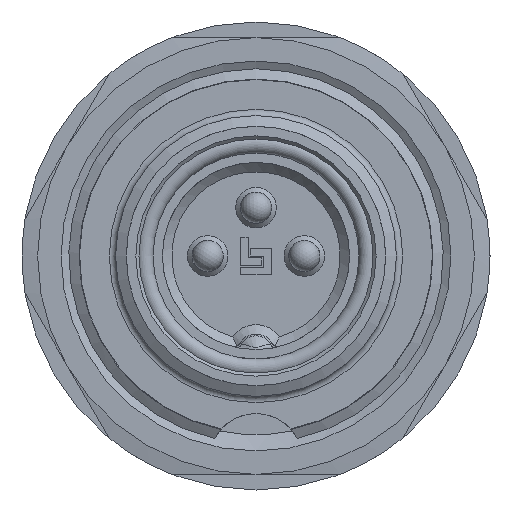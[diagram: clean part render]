
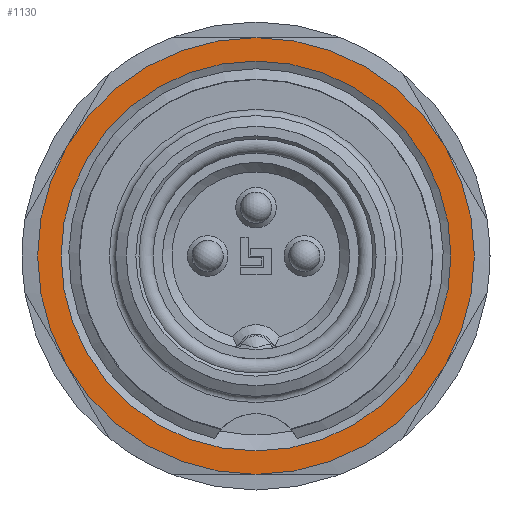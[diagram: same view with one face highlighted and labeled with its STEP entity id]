
A CAD part, left-side view. The second image highlights one B-rep face of the part: STEP entity #1130.
In plain terms, the highlighted planar face has unit normal (-1, 0, 0).
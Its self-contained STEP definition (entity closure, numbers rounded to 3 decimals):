
#444=PLANE('',#3912);
#1130=ADVANCED_FACE('',(#1318,#1319),#444,.T.);
#1318=FACE_BOUND('',#1576,.T.);
#1319=FACE_BOUND('',#1577,.T.);
#1576=EDGE_LOOP('',(#2480));
#1577=EDGE_LOOP('',(#2481,#2482,#2483,#2484,#2485,#2486));
#2480=ORIENTED_EDGE('',*,*,#3331,.T.);
#2481=ORIENTED_EDGE('',*,*,#3381,.T.);
#2482=ORIENTED_EDGE('',*,*,#3382,.T.);
#2483=ORIENTED_EDGE('',*,*,#3383,.T.);
#2484=ORIENTED_EDGE('',*,*,#3384,.T.);
#2485=ORIENTED_EDGE('',*,*,#3385,.T.);
#2486=ORIENTED_EDGE('',*,*,#3386,.T.);
#2875=VERTEX_POINT('',#6361);
#2902=VERTEX_POINT('',#6433);
#2904=VERTEX_POINT('',#6452);
#2906=VERTEX_POINT('',#6471);
#2908=VERTEX_POINT('',#6490);
#2910=VERTEX_POINT('',#6509);
#2912=VERTEX_POINT('',#6528);
#3331=EDGE_CURVE('',#2875,#2875,#3545,.T.);
#3381=EDGE_CURVE('',#2902,#2904,#3559,.T.);
#3382=EDGE_CURVE('',#2904,#2906,#3560,.T.);
#3383=EDGE_CURVE('',#2906,#2908,#3561,.T.);
#3384=EDGE_CURVE('',#2908,#2910,#3562,.T.);
#3385=EDGE_CURVE('',#2910,#2912,#3563,.T.);
#3386=EDGE_CURVE('',#2912,#2902,#3564,.T.);
#3545=CIRCLE('',#3878,6.249);
#3559=CIRCLE('',#3906,7.);
#3560=CIRCLE('',#3907,7.);
#3561=CIRCLE('',#3908,7.);
#3562=CIRCLE('',#3909,7.);
#3563=CIRCLE('',#3910,7.);
#3564=CIRCLE('',#3911,7.);
#3878=AXIS2_PLACEMENT_3D('',#6360,#4780,#4781);
#3906=AXIS2_PLACEMENT_3D('',#6534,#4848,#4849);
#3907=AXIS2_PLACEMENT_3D('',#6535,#4850,#4851);
#3908=AXIS2_PLACEMENT_3D('',#6536,#4852,#4853);
#3909=AXIS2_PLACEMENT_3D('',#6537,#4854,#4855);
#3910=AXIS2_PLACEMENT_3D('',#6538,#4856,#4857);
#3911=AXIS2_PLACEMENT_3D('',#6539,#4858,#4859);
#3912=AXIS2_PLACEMENT_3D('',#6540,#4860,#4861);
#4780=DIRECTION('',(1.,0.,0.));
#4781=DIRECTION('',(0.,0.,1.));
#4848=DIRECTION('',(-1.,0.,0.));
#4849=DIRECTION('',(0.,0.,1.));
#4850=DIRECTION('',(-1.,0.,0.));
#4851=DIRECTION('',(0.,0.,1.));
#4852=DIRECTION('',(-1.,0.,0.));
#4853=DIRECTION('',(0.,0.,1.));
#4854=DIRECTION('',(-1.,0.,0.));
#4855=DIRECTION('',(0.,0.,1.));
#4856=DIRECTION('',(-1.,0.,0.));
#4857=DIRECTION('',(0.,0.,1.));
#4858=DIRECTION('',(-1.,0.,0.));
#4859=DIRECTION('',(0.,0.,1.));
#4860=DIRECTION('',(-1.,0.,0.));
#4861=DIRECTION('',(0.,0.,1.));
#6360=CARTESIAN_POINT('',(9.5,0.,0.));
#6361=CARTESIAN_POINT('',(9.5,0.,6.249));
#6433=CARTESIAN_POINT('',(9.5,6.062,3.5));
#6452=CARTESIAN_POINT('',(9.5,6.062,-3.5));
#6471=CARTESIAN_POINT('',(9.5,0.,-7.));
#6490=CARTESIAN_POINT('',(9.5,-6.062,-3.5));
#6509=CARTESIAN_POINT('',(9.5,-6.062,3.5));
#6528=CARTESIAN_POINT('',(9.5,0.,7.));
#6534=CARTESIAN_POINT('',(9.5,0.,0.));
#6535=CARTESIAN_POINT('',(9.5,0.,0.));
#6536=CARTESIAN_POINT('',(9.5,0.,0.));
#6537=CARTESIAN_POINT('',(9.5,0.,0.));
#6538=CARTESIAN_POINT('',(9.5,0.,0.));
#6539=CARTESIAN_POINT('',(9.5,0.,0.));
#6540=CARTESIAN_POINT('',(9.5,0.,0.));
